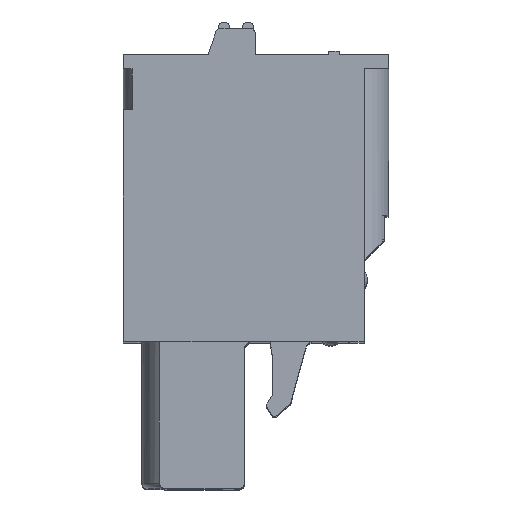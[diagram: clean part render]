
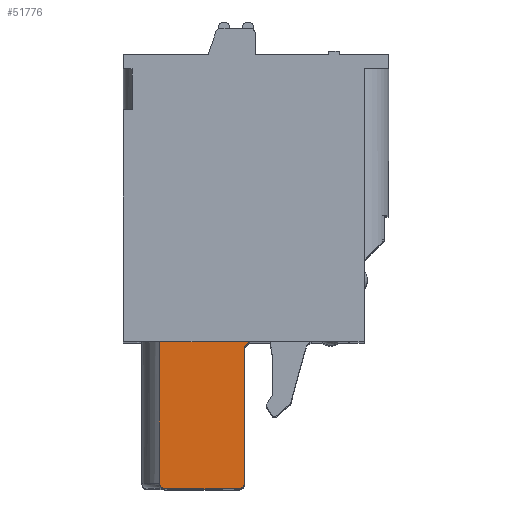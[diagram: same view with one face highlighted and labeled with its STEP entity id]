
A CAD part, top view. The second image highlights one B-rep face of the part: STEP entity #51776.
In plain terms, the highlighted planar face has unit normal (0, 0, 1).
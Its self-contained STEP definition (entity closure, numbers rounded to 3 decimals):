
#42504=CARTESIAN_POINT('',(-4.75,0.,7.54));
#42505=VERTEX_POINT('',#42504);
#42515=CARTESIAN_POINT('',(-4.45,0.,7.54));
#42516=VERTEX_POINT('',#42515);
#42517=CARTESIAN_POINT('',(-4.45,0.,7.54));
#42518=CARTESIAN_POINT('',(-4.51,0.,7.54));
#42519=CARTESIAN_POINT('',(-4.57,0.,7.54));
#42520=CARTESIAN_POINT('',(-4.63,0.,7.54));
#42521=CARTESIAN_POINT('',(-4.69,0.,7.54));
#42522=CARTESIAN_POINT('',(-4.75,0.,7.54));
#42523=B_SPLINE_CURVE_WITH_KNOTS('',5,(#42517,#42518,#42519,#42520,#42521,#42522),.UNSPECIFIED.,.F.,.U.,(6,6),(4.8,5.1),.UNSPECIFIED.);
#42524=EDGE_CURVE('',#42516,#42505,#42523,.T.);
#42526=CARTESIAN_POINT('',(-0.643,0.,7.54));
#42527=VERTEX_POINT('',#42526);
#42528=CARTESIAN_POINT('',(-0.643,0.,7.54));
#42529=DIRECTION('',(-1.,0.,0.));
#42530=VECTOR('',#42529,3.807);
#42531=LINE('',#42528,#42530);
#42532=EDGE_CURVE('',#42527,#42516,#42531,.T.);
#42534=CARTESIAN_POINT('',(0.35,0.,7.54));
#42535=VERTEX_POINT('',#42534);
#42536=CARTESIAN_POINT('',(0.35,0.,7.54));
#42537=CARTESIAN_POINT('',(0.151,0.,7.54));
#42538=CARTESIAN_POINT('',(-0.047,0.,7.54));
#42539=CARTESIAN_POINT('',(-0.246,0.,7.54));
#42540=CARTESIAN_POINT('',(-0.445,0.,7.54));
#42541=CARTESIAN_POINT('',(-0.643,0.,7.54));
#42542=B_SPLINE_CURVE_WITH_KNOTS('',5,(#42536,#42537,#42538,#42539,#42540,#42541),.UNSPECIFIED.,.F.,.U.,(6,6),(0.,0.993),.UNSPECIFIED.);
#42543=EDGE_CURVE('',#42535,#42527,#42542,.T.);
#51669=CARTESIAN_POINT('',(-4.75,-8.,7.54));
#51670=VERTEX_POINT('',#51669);
#51671=CARTESIAN_POINT('',(-4.75,0.,7.54));
#51672=CARTESIAN_POINT('',(-4.75,-1.6,7.54));
#51673=CARTESIAN_POINT('',(-4.75,-3.2,7.54));
#51674=CARTESIAN_POINT('',(-4.75,-4.8,7.54));
#51675=CARTESIAN_POINT('',(-4.75,-6.4,7.54));
#51676=CARTESIAN_POINT('',(-4.75,-8.,7.54));
#51677=B_SPLINE_CURVE_WITH_KNOTS('',5,(#51671,#51672,#51673,#51674,#51675,#51676),.UNSPECIFIED.,.F.,.U.,(6,6),(0.,8.),.UNSPECIFIED.);
#51678=EDGE_CURVE('',#42505,#51670,#51677,.T.);
#51694=CARTESIAN_POINT('',(-2.2,3.45,7.54));
#51695=DIRECTION('',(1.,0.,0.));
#51696=DIRECTION('',(0.,0.,1.));
#51697=AXIS2_PLACEMENT_3D('',#51694,#51696,#51695);
#51698=PLANE('',#51697);
#51699=ORIENTED_EDGE('',*,*,#42524,.T.);
#51700=ORIENTED_EDGE('',*,*,#51678,.T.);
#51701=CARTESIAN_POINT('',(-4.45,-8.3,7.54));
#51702=VERTEX_POINT('',#51701);
#51703=CARTESIAN_POINT('',(-4.75,-8.,7.54));
#51704=CARTESIAN_POINT('',(-4.75,-8.024,7.54));
#51705=CARTESIAN_POINT('',(-4.748,-8.047,7.54));
#51706=CARTESIAN_POINT('',(-4.743,-8.07,7.54));
#51707=CARTESIAN_POINT('',(-4.729,-8.116,7.54));
#51708=CARTESIAN_POINT('',(-4.707,-8.157,7.54));
#51709=CARTESIAN_POINT('',(-4.694,-8.177,7.54));
#51710=CARTESIAN_POINT('',(-4.664,-8.214,7.54));
#51711=CARTESIAN_POINT('',(-4.627,-8.244,7.54));
#51712=CARTESIAN_POINT('',(-4.607,-8.257,7.54));
#51713=CARTESIAN_POINT('',(-4.566,-8.279,7.54));
#51714=CARTESIAN_POINT('',(-4.52,-8.293,7.54));
#51715=CARTESIAN_POINT('',(-4.497,-8.298,7.54));
#51716=CARTESIAN_POINT('',(-4.474,-8.3,7.54));
#51717=CARTESIAN_POINT('',(-4.45,-8.3,7.54));
#51718=B_SPLINE_CURVE_WITH_KNOTS('',5,(#51703,#51704,#51705,#51706,#51707,#51708,#51709,#51710,#51711,#51712,#51713,#51714,#51715,#51716,#51717),.UNSPECIFIED.,.F.,.U.,(6,3,3,3,6),(0.,0.393,0.785,1.178,1.571),.UNSPECIFIED.);
#51719=EDGE_CURVE('',#51670,#51702,#51718,.T.);
#51720=ORIENTED_EDGE('',*,*,#51719,.T.);
#51721=CARTESIAN_POINT('',(-0.25,-8.3,7.54));
#51722=VERTEX_POINT('',#51721);
#51723=CARTESIAN_POINT('',(-4.45,-8.3,7.54));
#51724=CARTESIAN_POINT('',(-3.61,-8.3,7.54));
#51725=CARTESIAN_POINT('',(-2.77,-8.3,7.54));
#51726=CARTESIAN_POINT('',(-1.93,-8.3,7.54));
#51727=CARTESIAN_POINT('',(-1.09,-8.3,7.54));
#51728=CARTESIAN_POINT('',(-0.25,-8.3,7.54));
#51729=B_SPLINE_CURVE_WITH_KNOTS('',5,(#51723,#51724,#51725,#51726,#51727,#51728),.UNSPECIFIED.,.F.,.U.,(6,6),(0.,4.2),.UNSPECIFIED.);
#51730=EDGE_CURVE('',#51702,#51722,#51729,.T.);
#51731=ORIENTED_EDGE('',*,*,#51730,.T.);
#51732=CARTESIAN_POINT('',(0.05,-8.,7.54));
#51733=VERTEX_POINT('',#51732);
#51734=CARTESIAN_POINT('',(0.05,-8.,7.54));
#51735=CARTESIAN_POINT('',(0.05,-8.024,7.54));
#51736=CARTESIAN_POINT('',(0.048,-8.047,7.54));
#51737=CARTESIAN_POINT('',(0.043,-8.07,7.54));
#51738=CARTESIAN_POINT('',(0.029,-8.116,7.54));
#51739=CARTESIAN_POINT('',(0.007,-8.157,7.54));
#51740=CARTESIAN_POINT('',(-0.006,-8.177,7.54));
#51741=CARTESIAN_POINT('',(-0.036,-8.214,7.54));
#51742=CARTESIAN_POINT('',(-0.073,-8.244,7.54));
#51743=CARTESIAN_POINT('',(-0.093,-8.257,7.54));
#51744=CARTESIAN_POINT('',(-0.134,-8.279,7.54));
#51745=CARTESIAN_POINT('',(-0.18,-8.293,7.54));
#51746=CARTESIAN_POINT('',(-0.203,-8.298,7.54));
#51747=CARTESIAN_POINT('',(-0.226,-8.3,7.54));
#51748=CARTESIAN_POINT('',(-0.25,-8.3,7.54));
#51749=B_SPLINE_CURVE_WITH_KNOTS('',5,(#51734,#51735,#51736,#51737,#51738,#51739,#51740,#51741,#51742,#51743,#51744,#51745,#51746,#51747,#51748),.UNSPECIFIED.,.F.,.U.,(6,3,3,3,6),(0.,0.393,0.785,1.178,1.571),.UNSPECIFIED.);
#51750=EDGE_CURVE('',#51733,#51722,#51749,.T.);
#51751=ORIENTED_EDGE('',*,*,#51750,.F.);
#51752=CARTESIAN_POINT('',(0.05,-0.3,7.54));
#51753=VERTEX_POINT('',#51752);
#51754=CARTESIAN_POINT('',(0.05,-8.,7.54));
#51755=CARTESIAN_POINT('',(0.05,-6.46,7.54));
#51756=CARTESIAN_POINT('',(0.05,-4.92,7.54));
#51757=CARTESIAN_POINT('',(0.05,-3.38,7.54));
#51758=CARTESIAN_POINT('',(0.05,-1.84,7.54));
#51759=CARTESIAN_POINT('',(0.05,-0.3,7.54));
#51760=B_SPLINE_CURVE_WITH_KNOTS('',5,(#51754,#51755,#51756,#51757,#51758,#51759),.UNSPECIFIED.,.F.,.U.,(6,6),(0.,7.7),.UNSPECIFIED.);
#51761=EDGE_CURVE('',#51733,#51753,#51760,.T.);
#51762=ORIENTED_EDGE('',*,*,#51761,.T.);
#51763=CARTESIAN_POINT('',(0.05,-0.3,7.54));
#51764=CARTESIAN_POINT('',(0.11,-0.24,7.54));
#51765=CARTESIAN_POINT('',(0.17,-0.18,7.54));
#51766=CARTESIAN_POINT('',(0.23,-0.12,7.54));
#51767=CARTESIAN_POINT('',(0.29,-0.06,7.54));
#51768=CARTESIAN_POINT('',(0.35,0.,7.54));
#51769=B_SPLINE_CURVE_WITH_KNOTS('',5,(#51763,#51764,#51765,#51766,#51767,#51768),.UNSPECIFIED.,.F.,.U.,(6,6),(0.,0.424),.UNSPECIFIED.);
#51770=EDGE_CURVE('',#51753,#42535,#51769,.T.);
#51771=ORIENTED_EDGE('',*,*,#51770,.T.);
#51772=ORIENTED_EDGE('',*,*,#42543,.T.);
#51773=ORIENTED_EDGE('',*,*,#42532,.T.);
#51774=EDGE_LOOP('',(#51699,#51700,#51720,#51731,#51751,#51762,#51771,#51772,#51773));
#51775=FACE_OUTER_BOUND('',#51774,.T.);
#51776=ADVANCED_FACE('',(#51775),#51698,.T.);
